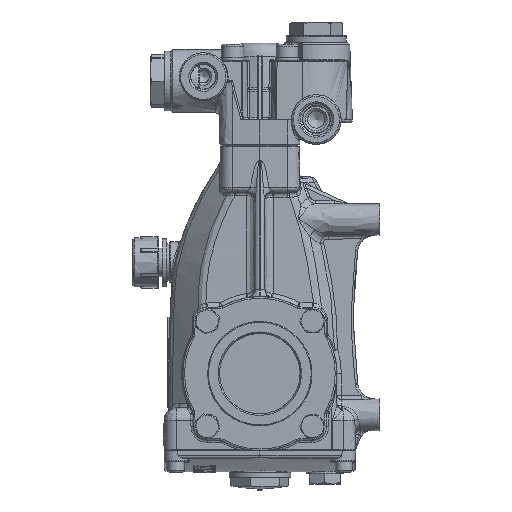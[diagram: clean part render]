
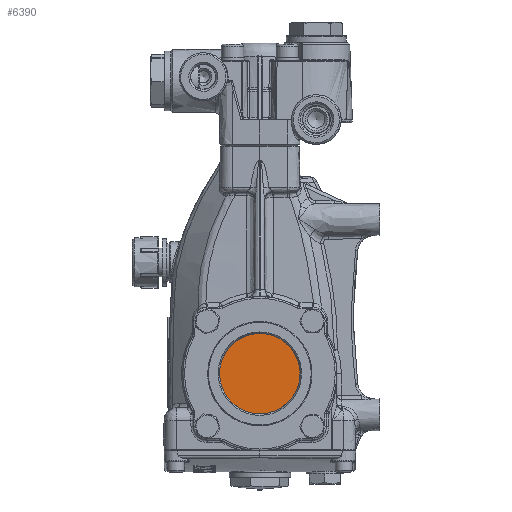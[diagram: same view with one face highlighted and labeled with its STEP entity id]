
A CAD part, left-side view. The second image highlights one B-rep face of the part: STEP entity #6390.
In plain terms, the highlighted free-form (B-spline) face has degree [1, 1] with [2, 2] control points.
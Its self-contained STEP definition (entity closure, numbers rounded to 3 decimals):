
#6351 = VERTEX_POINT('',#6352);
#6352 = CARTESIAN_POINT('',(-79.926,20.986,
    40.186));
#6357 = EDGE_CURVE('',#6358,#6351,#6360,.T.);
#6358 = VERTEX_POINT('',#6359);
#6359 = CARTESIAN_POINT('',(-79.926,-20.986,
    40.186));
#6360 = ( BOUNDED_CURVE() B_SPLINE_CURVE(2,(#6361,#6362,#6363,#6364,
#6365),.UNSPECIFIED.,.F.,.F.) B_SPLINE_CURVE_WITH_KNOTS((3,2,3),(
    3.142,4.712,6.283),
.PIECEWISE_BEZIER_KNOTS.) CURVE() GEOMETRIC_REPRESENTATION_ITEM() 
RATIONAL_B_SPLINE_CURVE((1.,0.707,1.,0.707,1.)) 
REPRESENTATION_ITEM('') );
#6361 = CARTESIAN_POINT('',(-79.926,-20.986,
    40.186));
#6362 = CARTESIAN_POINT('',(-79.926,-20.986,
    19.2));
#6363 = CARTESIAN_POINT('',(-79.926,0.,
    19.2));
#6364 = CARTESIAN_POINT('',(-79.926,20.986,
    19.2));
#6365 = CARTESIAN_POINT('',(-79.926,20.986,
    40.186));
#6367 = EDGE_CURVE('',#6351,#6358,#6368,.T.);
#6368 = ( BOUNDED_CURVE() B_SPLINE_CURVE(2,(#6369,#6370,#6371,#6372,
#6373),.UNSPECIFIED.,.F.,.F.) B_SPLINE_CURVE_WITH_KNOTS((3,2,3),(
    6.283,7.854,9.425),
.PIECEWISE_BEZIER_KNOTS.) CURVE() GEOMETRIC_REPRESENTATION_ITEM() 
RATIONAL_B_SPLINE_CURVE((1.,0.707,1.,0.707,1.)) 
REPRESENTATION_ITEM('') );
#6369 = CARTESIAN_POINT('',(-79.926,20.986,
    40.186));
#6370 = CARTESIAN_POINT('',(-79.926,20.986,
    61.173));
#6371 = CARTESIAN_POINT('',(-79.926,0.,
    61.173));
#6372 = CARTESIAN_POINT('',(-79.926,-20.986,
    61.173));
#6373 = CARTESIAN_POINT('',(-79.926,-20.986,
    40.186));
#6390 = ADVANCED_FACE('',(#6391),#6395,.F.);
#6391 = FACE_BOUND('',#6392,.T.);
#6392 = EDGE_LOOP('',(#6393,#6394));
#6393 = ORIENTED_EDGE('',*,*,#6357,.F.);
#6394 = ORIENTED_EDGE('',*,*,#6367,.F.);
#6395 = B_SPLINE_SURFACE_WITH_KNOTS('',1,1,(
    (#6396,#6397)
    ,(#6398,#6399
    )),.UNSPECIFIED.,.F.,.F.,.F.,(2,2),(2,2),(-23.5,23.5),(-23.5,23.5),
  .PIECEWISE_BEZIER_KNOTS.);
#6396 = CARTESIAN_POINT('',(-79.926,20.986,
    19.2));
#6397 = CARTESIAN_POINT('',(-79.926,-20.986,
    19.2));
#6398 = CARTESIAN_POINT('',(-79.926,20.986,
    61.173));
#6399 = CARTESIAN_POINT('',(-79.926,-20.986,
    61.173));
